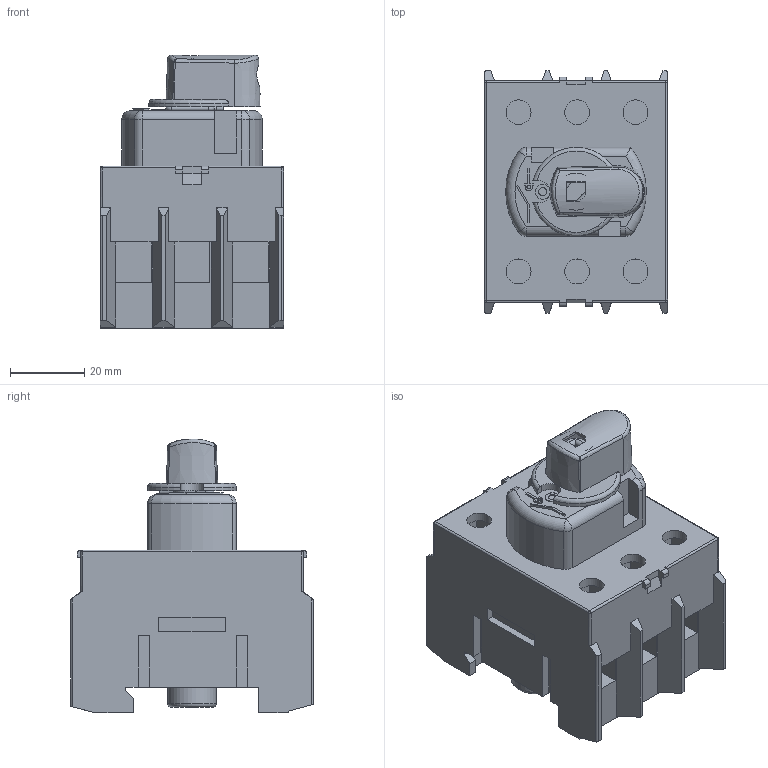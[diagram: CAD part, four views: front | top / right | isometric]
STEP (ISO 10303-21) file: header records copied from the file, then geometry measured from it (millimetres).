
FILE_DESCRIPTION((''),'2;1');
FILE_NAME('KU3PN.stp','2009-10-15T16:04:28',('Administrator'),(''),'Autodesk Inventor 2008','Autodesk Inventor 2008','');
FILE_SCHEMA(('AUTOMOTIVE_DESIGN { 1 0 10303 214 1 1 1 1 }'));
Length unit declared in the file: millimetre
Products named in the file (3): KU3PN; ku3pN; a04
Assembly tree (2 placements, depth 2):
  KU3PN
    ku3pN
    a04
Bounding box: 49.5 x 65.5 x 74 mm (x, y, z)
Volume: 109114.7 mm3; surface area: 32346 mm2
Topology: 2 solids, 2 shells, 333 faces, 917 edges, 594 vertices
Faces by surface type: plane 243, cylinder 62, torus 10, bspline 9, sphere 7, cone 2
Full cylindrical faces by diameter (mm): 1 x6, 2 x1, 2.25 x1, 2.8 x1, 4 x1, 6 x1, 6.7 x6, 10 x2, 13 x3
Entity records: 11671 total; most frequent: CARTESIAN_POINT 3376, ORIENTED_EDGE 1738, DIRECTION 1575, EDGE_CURVE 869, VECTOR 669, LINE 669, VERTEX_POINT 585, AXIS2_PLACEMENT_3D 453
